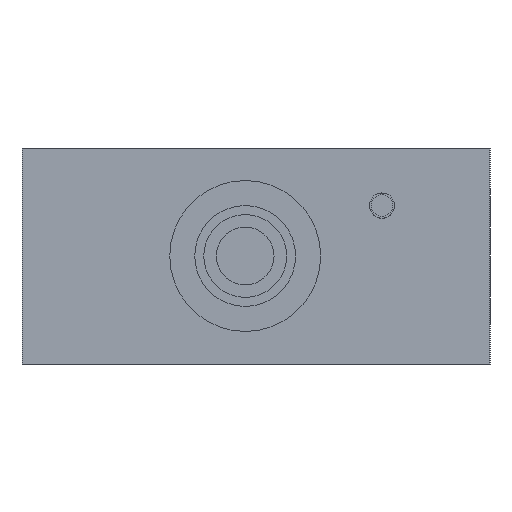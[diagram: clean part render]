
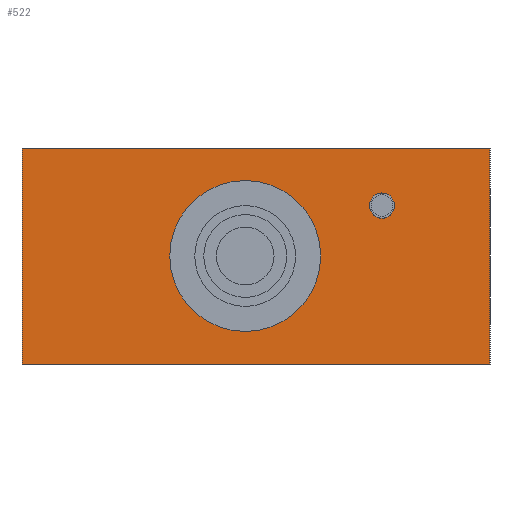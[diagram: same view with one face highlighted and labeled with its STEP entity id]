
A CAD part, left-side view. The second image highlights one B-rep face of the part: STEP entity #522.
In plain terms, the highlighted planar face has unit normal (-1, 0, 0).
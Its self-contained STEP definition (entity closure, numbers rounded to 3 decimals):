
#522 = ADVANCED_FACE( '', ( #1072, #1073, #1074 ), #1075, .F. );
#1072 = FACE_BOUND( '', #1608, .T. );
#1073 = FACE_BOUND( '', #1609, .T. );
#1074 = FACE_OUTER_BOUND( '', #1610, .T. );
#1075 = PLANE( '', #1611 );
#1608 = EDGE_LOOP( '', ( #2651 ) );
#1609 = EDGE_LOOP( '', ( #2652 ) );
#1610 = EDGE_LOOP( '', ( #2653, #2654, #2655, #2656 ) );
#1611 = AXIS2_PLACEMENT_3D( '', #2657, #2658, #2659 );
#2651 = ORIENTED_EDGE( '', *, *, #2798, .T. );
#2652 = ORIENTED_EDGE( '', *, *, #2935, .F. );
#2653 = ORIENTED_EDGE( '', *, *, #3132, .T. );
#2654 = ORIENTED_EDGE( '', *, *, #2978, .F. );
#2655 = ORIENTED_EDGE( '', *, *, #3119, .F. );
#2656 = ORIENTED_EDGE( '', *, *, #2932, .T. );
#2657 = CARTESIAN_POINT( '', ( -30., 32.5, 15. ) );
#2658 = DIRECTION( '', ( 1., 0., 0. ) );
#2659 = DIRECTION( '', ( 0., 0., -1. ) );
#2798 = EDGE_CURVE( '', #3230, #3230, #3231, .T. );
#2932 = EDGE_CURVE( '', #3452, #3450, #3453, .T. );
#2935 = EDGE_CURVE( '', #3456, #3456, #3457, .T. );
#2978 = EDGE_CURVE( '', #3525, #3523, #3527, .T. );
#3119 = EDGE_CURVE( '', #3452, #3525, #3714, .T. );
#3132 = EDGE_CURVE( '', #3450, #3523, #3728, .T. );
#3230 = VERTEX_POINT( '', #3930 );
#3231 = CIRCLE( '', #3931, 1.75 );
#3450 = VERTEX_POINT( '', #4381 );
#3452 = VERTEX_POINT( '', #4384 );
#3453 = LINE( '', #4385, #4386 );
#3456 = VERTEX_POINT( '', #4390 );
#3457 = CIRCLE( '', #4391, 10.48 );
#3523 = VERTEX_POINT( '', #4566 );
#3525 = VERTEX_POINT( '', #4569 );
#3527 = LINE( '', #4572, #4573 );
#3714 = LINE( '', #4928, #4929 );
#3728 = LINE( '', #4944, #4945 );
#3930 = CARTESIAN_POINT( '', ( -30., -17.5, 5.25 ) );
#3931 = AXIS2_PLACEMENT_3D( '', #5035, #5036, #5037 );
#4381 = CARTESIAN_POINT( '', ( -30., 32.5, -15. ) );
#4384 = CARTESIAN_POINT( '', ( -30., 32.5, 15. ) );
#4385 = CARTESIAN_POINT( '', ( -30., 32.5, 15. ) );
#4386 = VECTOR( '', #5223, 1000. );
#4390 = CARTESIAN_POINT( '', ( -30., 1.5, 10.48 ) );
#4391 = AXIS2_PLACEMENT_3D( '', #5225, #5226, #5227 );
#4566 = CARTESIAN_POINT( '', ( -30., -32.5, -15. ) );
#4569 = CARTESIAN_POINT( '', ( -30., -32.5, 15. ) );
#4572 = CARTESIAN_POINT( '', ( -30., -32.5, 15. ) );
#4573 = VECTOR( '', #5275, 1000. );
#4928 = CARTESIAN_POINT( '', ( -30., 32.5, 15. ) );
#4929 = VECTOR( '', #5415, 1000. );
#4944 = CARTESIAN_POINT( '', ( -30., 32.5, -15. ) );
#4945 = VECTOR( '', #5423, 1000. );
#5035 = CARTESIAN_POINT( '', ( -30., -17.5, 7. ) );
#5036 = DIRECTION( '', ( 1., 0., 0. ) );
#5037 = DIRECTION( '', ( 0., 0., -1. ) );
#5223 = DIRECTION( '', ( 0., 0., -1. ) );
#5225 = CARTESIAN_POINT( '', ( -30., 1.5, 0. ) );
#5226 = DIRECTION( '', ( -1., 0., 0. ) );
#5227 = DIRECTION( '', ( 0., 0., 1. ) );
#5275 = DIRECTION( '', ( 0., 0., -1. ) );
#5415 = DIRECTION( '', ( 0., -1., 0. ) );
#5423 = DIRECTION( '', ( 0., -1., 0. ) );
